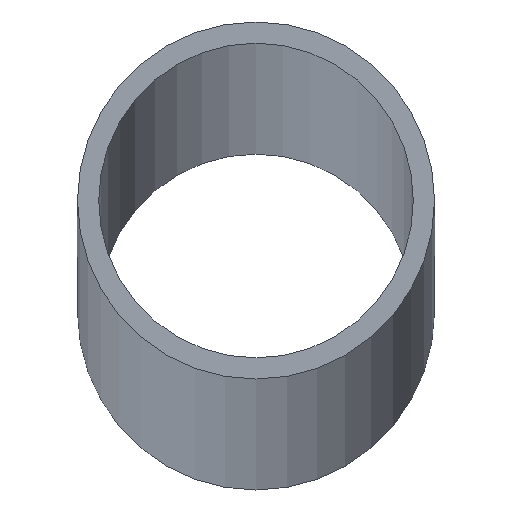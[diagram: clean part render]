
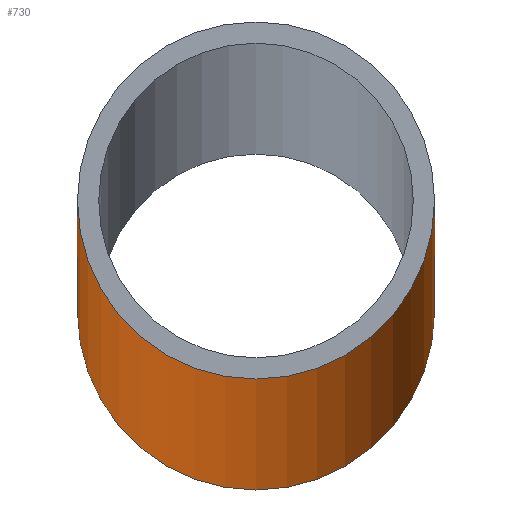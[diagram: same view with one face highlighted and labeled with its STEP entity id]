
A CAD part, top view. The second image highlights one B-rep face of the part: STEP entity #730.
In plain terms, the highlighted cylindrical face has radius 16.85 mm (diameter 33.7 mm), a full revolution.
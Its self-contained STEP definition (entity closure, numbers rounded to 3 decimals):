
#444 = AXIS2_PLACEMENT_3D ( 'NONE', #1198, #5365, #6415 ) ;
#730 = ADVANCED_FACE ( 'NONE', ( #4845, #12328 ), #7604, .T. ) ;
#1198 = CARTESIAN_POINT ( 'NONE',  ( 0., 0., 3000. ) ) ;
#2444 = VERTEX_POINT ( 'NONE', #7195 ) ;
#2447 = EDGE_LOOP ( 'NONE', ( #5269 ) ) ;
#3135 = EDGE_LOOP ( 'NONE', ( #9145 ) ) ;
#3712 = CARTESIAN_POINT ( 'NONE',  ( 0., 0., -3000. ) ) ;
#4078 = CIRCLE ( 'NONE', #4802, 16.85 ) ;
#4802 = AXIS2_PLACEMENT_3D ( 'NONE', #3712, #4826, #5696 ) ;
#4826 = DIRECTION ( 'NONE',  ( 0., 0., 1. ) ) ;
#4845 = FACE_OUTER_BOUND ( 'NONE', #2447, .T. ) ;
#4860 = CARTESIAN_POINT ( 'NONE',  ( 0., 0., 3000. ) ) ;
#5250 = CIRCLE ( 'NONE', #444, 16.85 ) ;
#5269 = ORIENTED_EDGE ( 'NONE', *, *, #13262, .F. ) ;
#5365 = DIRECTION ( 'NONE',  ( 0., 0., 1. ) ) ;
#5696 = DIRECTION ( 'NONE',  ( 1., 0., 0. ) ) ;
#6415 = DIRECTION ( 'NONE',  ( 1., 0., 0. ) ) ;
#7037 = VERTEX_POINT ( 'NONE', #13132 ) ;
#7195 = CARTESIAN_POINT ( 'NONE',  ( 16.85, 0., -3000. ) ) ;
#7604 = CYLINDRICAL_SURFACE ( 'NONE', #9588, 16.85 ) ;
#7789 = EDGE_CURVE ( 'NONE', #2444, #2444, #4078, .T. ) ;
#9145 = ORIENTED_EDGE ( 'NONE', *, *, #7789, .T. ) ;
#9238 = DIRECTION ( 'NONE',  ( 0., 0., -1. ) ) ;
#9588 = AXIS2_PLACEMENT_3D ( 'NONE', #4860, #9238, #10437 ) ;
#10437 = DIRECTION ( 'NONE',  ( -1., 0., 0. ) ) ;
#12328 = FACE_OUTER_BOUND ( 'NONE', #3135, .T. ) ;
#13132 = CARTESIAN_POINT ( 'NONE',  ( 16.85, 0., 3000. ) ) ;
#13262 = EDGE_CURVE ( 'NONE', #7037, #7037, #5250, .T. ) ;
